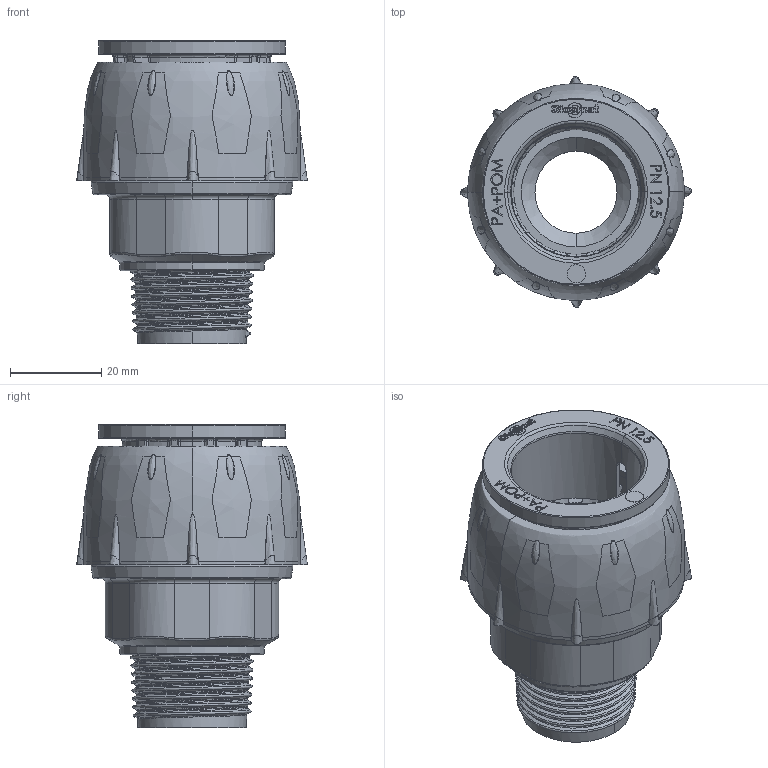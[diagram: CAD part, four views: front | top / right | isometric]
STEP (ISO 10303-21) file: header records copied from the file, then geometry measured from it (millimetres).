
FILE_DESCRIPTION (( 'STEP AP214' ), '1' );
FILE_NAME ('R211.028.034.STEP', '2019-10-24T15:10:55', ( '' ), ( '' ), 'SwSTEP 2.0', 'SolidWorks 2018', '' );
FILE_SCHEMA (( 'AUTOMOTIVE_DESIGN' ));
Length unit declared in the file: millimetre
Products named in the file (7): R209.028.003; R211.028.034; R209.028.002; R2016.028.000; OR_27.4x2.7; R209.028.001; R211.028.034-L
Assembly tree (6 placements, depth 2):
  R211.028.034
    R211.028.034-L
    OR_27.4x2.7
    R209.028.001
    R209.028.002
    R209.028.003
    R2016.028.000
Bounding box: 50.61 x 50.61 x 66.55 mm (x, y, z)
Volume: 39282.8 mm3; surface area: 31567 mm2
Topology: 6 solids, 14 shells, 945 faces, 3513 edges, 2615 vertices
Faces by surface type: bspline 380, plane 234, cylinder 156, torus 86, cone 81, sphere 8
Entity records: 81276 total; most frequent: CARTESIAN_POINT 55742, ORIENTED_EDGE 6978, EDGE_CURVE 3489, DIRECTION 3097, VERTEX_POINT 2623, B_SPLINE_CURVE_WITH_KNOTS 2118, AXIS2_PLACEMENT_3D 1182, EDGE_LOOP 1008
